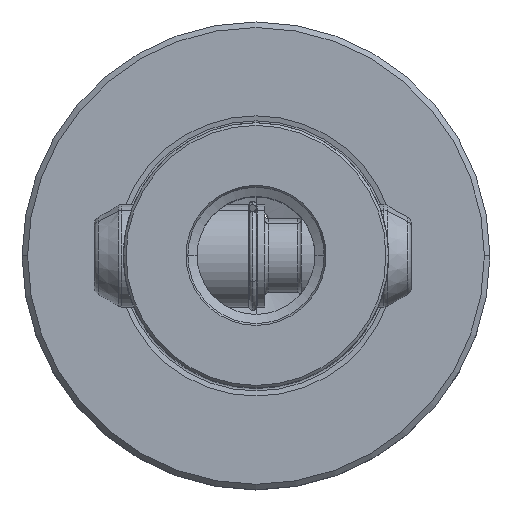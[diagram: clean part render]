
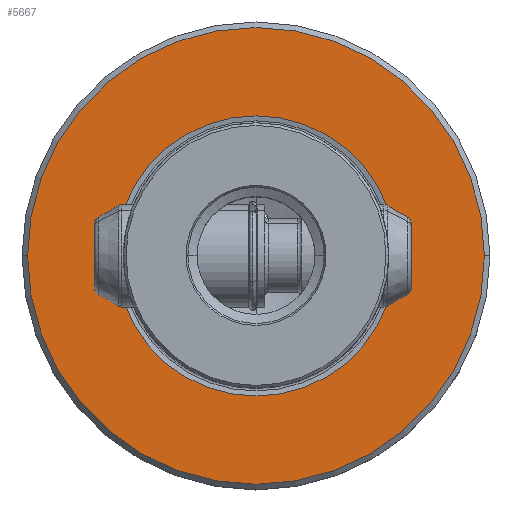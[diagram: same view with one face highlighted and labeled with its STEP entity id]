
A CAD part, top view. The second image highlights one B-rep face of the part: STEP entity #5667.
In plain terms, the highlighted planar face has unit normal (0, 0, 1).
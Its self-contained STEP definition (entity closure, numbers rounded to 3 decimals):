
#3311=EDGE_CURVE('NONE',#6053,#4433,#8479,.F.);
#4121=VERTEX_POINT('NONE',#9370);
#4433=VERTEX_POINT('NONE',#9714);
#4635=EDGE_CURVE('NONE',#4121,#7223,#9948,.T.);
#4937=EDGE_CURVE('NONE',#7223,#4121,#10279,.T.);
#4949=EDGE_CURVE('NONE',#4433,#6053,#10292,.F.);
#5667=ADVANCED_FACE('NONE',(#11078,#11079),#11080,.T.);
#6053=VERTEX_POINT('NONE',#11497);
#7223=VERTEX_POINT('NONE',#12783);
#8479=CIRCLE('',#14870,19.012);
#9370=CARTESIAN_POINT('',(-31.0,0.,0.0));
#9714=CARTESIAN_POINT('',(19.012,0.,0.0));
#9948=CIRCLE('',#17618,31.0);
#10279=CIRCLE('',#18275,31.0);
#10292=CIRCLE('',#18296,19.012);
#11078=FACE_OUTER_BOUND('',#19858,.T.);
#11079=FACE_BOUND('',#19859,.T.);
#11080=PLANE('',#19860);
#11497=CARTESIAN_POINT('',(-19.012,0.,0.0));
#12783=CARTESIAN_POINT('',(31.0,0.,0.0));
#14870=AXIS2_PLACEMENT_3D('',#25359,#25360,#25361);
#17618=AXIS2_PLACEMENT_3D('',#27086,#27087,#27088);
#18275=AXIS2_PLACEMENT_3D('',#27461,#27462,#27463);
#18296=AXIS2_PLACEMENT_3D('',#27476,#27477,#27478);
#19858=EDGE_LOOP('',(#28333,#28334));
#19859=EDGE_LOOP('',(#28335,#28336));
#19860=AXIS2_PLACEMENT_3D('',#28337,#28338,#28339);
#25359=CARTESIAN_POINT('',(0.0,0.0,0.0));
#25360=DIRECTION('',(0.0,0.0,-1.0));
#25361=DIRECTION('',(1.0,0.,0.0));
#27086=CARTESIAN_POINT('',(0.0,0.0,0.0));
#27087=DIRECTION('',(0.0,0.0,-1.0));
#27088=DIRECTION('',(-1.0,0.,0.0));
#27461=CARTESIAN_POINT('',(0.0,0.0,0.0));
#27462=DIRECTION('',(0.0,0.0,-1.0));
#27463=DIRECTION('',(-1.0,0.,0.0));
#27476=CARTESIAN_POINT('',(0.0,0.0,0.0));
#27477=DIRECTION('',(0.0,0.0,-1.0));
#27478=DIRECTION('',(1.0,0.,0.0));
#28333=ORIENTED_EDGE('',*,*,#4635,.F.);
#28334=ORIENTED_EDGE('',*,*,#4937,.F.);
#28335=ORIENTED_EDGE('',*,*,#4949,.F.);
#28336=ORIENTED_EDGE('',*,*,#3311,.F.);
#28337=CARTESIAN_POINT('',(-33.0,0.0,0.0));
#28338=DIRECTION('',(-0.0,0.0,1.0));
#28339=DIRECTION('',(0.0,1.0,0.0));
